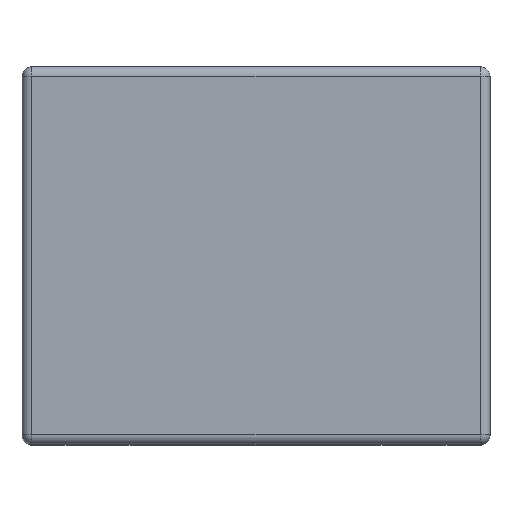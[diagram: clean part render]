
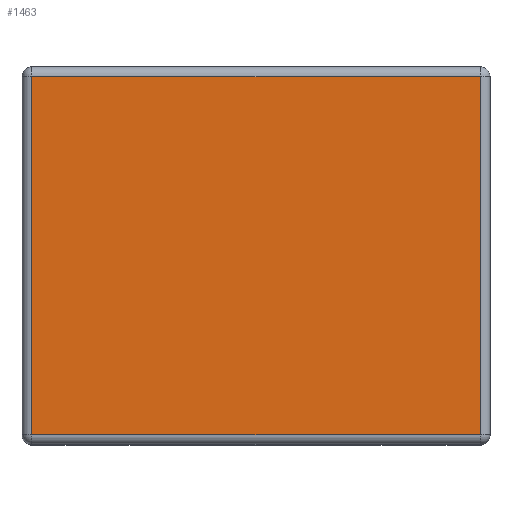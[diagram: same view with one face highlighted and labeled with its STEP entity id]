
A CAD part, top view. The second image highlights one B-rep face of the part: STEP entity #1463.
In plain terms, the highlighted planar face has unit normal (0, 0, 1).
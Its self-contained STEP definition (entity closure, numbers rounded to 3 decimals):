
#125 = ORIENTED_EDGE ( 'NONE', *, *, #3759, .T. ) ;
#394 = CARTESIAN_POINT ( 'NONE',  ( 9.2, 0., 14.7 ) ) ;
#398 = VERTEX_POINT ( 'NONE', #1400 ) ;
#732 = AXIS2_PLACEMENT_3D ( 'NONE', #7658, #3573, #8339 ) ;
#856 = VECTOR ( 'NONE', #5733, 1000. ) ;
#996 = VECTOR ( 'NONE', #3495, 1000. ) ;
#1052 = VERTEX_POINT ( 'NONE', #4908 ) ;
#1195 = EDGE_CURVE ( 'NONE', #2902, #398, #3500, .T. ) ;
#1400 = CARTESIAN_POINT ( 'NONE',  ( -9.2, 7.35, 14.7 ) ) ;
#1463 = ADVANCED_FACE ( 'NONE', ( #2122 ), #2889, .F. ) ;
#1719 = DIRECTION ( 'NONE',  ( -1., 0., 0. ) ) ;
#2122 = FACE_OUTER_BOUND ( 'NONE', #4156, .T. ) ;
#2889 = PLANE ( 'NONE',  #732 ) ;
#2902 = VERTEX_POINT ( 'NONE', #6170 ) ;
#3196 = LINE ( 'NONE', #3517, #856 ) ;
#3495 = DIRECTION ( 'NONE',  ( 0., 1., 0. ) ) ;
#3500 = LINE ( 'NONE', #3618, #8288 ) ;
#3517 = CARTESIAN_POINT ( 'NONE',  ( -9.2, -7.75, 14.7 ) ) ;
#3573 = DIRECTION ( 'NONE',  ( 0., 0., -1. ) ) ;
#3618 = CARTESIAN_POINT ( 'NONE',  ( -9.6, 7.35, 14.7 ) ) ;
#3759 = EDGE_CURVE ( 'NONE', #1052, #2902, #7999, .T. ) ;
#3828 = VECTOR ( 'NONE', #8316, 1000. ) ;
#3888 = ORIENTED_EDGE ( 'NONE', *, *, #4376, .T. ) ;
#4156 = EDGE_LOOP ( 'NONE', ( #6830, #3888, #5635, #125 ) ) ;
#4376 = EDGE_CURVE ( 'NONE', #398, #7075, #3196, .T. ) ;
#4908 = CARTESIAN_POINT ( 'NONE',  ( 9.2, -7.35, 14.7 ) ) ;
#5635 = ORIENTED_EDGE ( 'NONE', *, *, #6632, .T. ) ;
#5733 = DIRECTION ( 'NONE',  ( 0., -1., 0. ) ) ;
#5863 = LINE ( 'NONE', #8442, #3828 ) ;
#6170 = CARTESIAN_POINT ( 'NONE',  ( 9.2, 7.35, 14.7 ) ) ;
#6632 = EDGE_CURVE ( 'NONE', #7075, #1052, #5863, .T. ) ;
#6830 = ORIENTED_EDGE ( 'NONE', *, *, #1195, .T. ) ;
#7075 = VERTEX_POINT ( 'NONE', #7094 ) ;
#7094 = CARTESIAN_POINT ( 'NONE',  ( -9.2, -7.35, 14.7 ) ) ;
#7658 = CARTESIAN_POINT ( 'NONE',  ( 0., 0., 14.7 ) ) ;
#7999 = LINE ( 'NONE', #394, #996 ) ;
#8288 = VECTOR ( 'NONE', #1719, 1000. ) ;
#8316 = DIRECTION ( 'NONE',  ( 1., 0., 0. ) ) ;
#8339 = DIRECTION ( 'NONE',  ( -1., 0., 0. ) ) ;
#8442 = CARTESIAN_POINT ( 'NONE',  ( 0., -7.35, 14.7 ) ) ;
